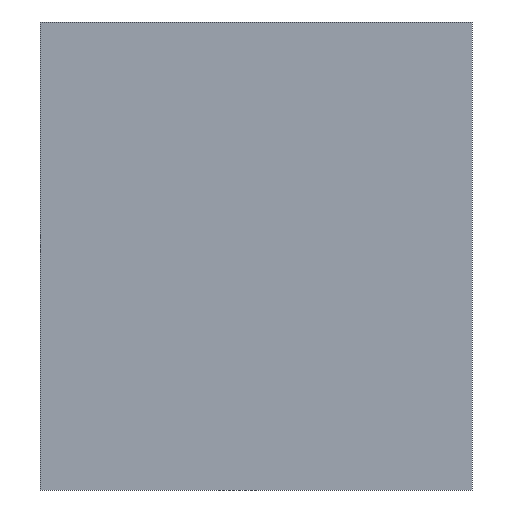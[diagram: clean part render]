
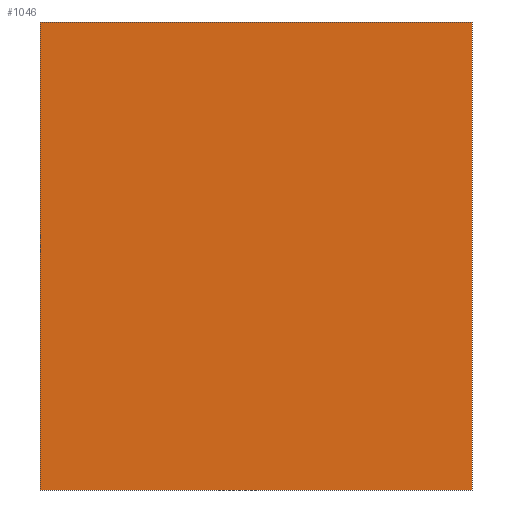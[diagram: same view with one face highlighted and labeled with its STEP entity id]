
A CAD part, front view. The second image highlights one B-rep face of the part: STEP entity #1046.
In plain terms, the highlighted planar face has unit normal (0, -1, 0).
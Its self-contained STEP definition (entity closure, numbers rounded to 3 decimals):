
#200=DIRECTION('',(0.,0.,-1.));
#201=VECTOR('',#200,130.);
#202=CARTESIAN_POINT('',(-60.,0.,100.));
#203=LINE('',#202,#201);
#208=DIRECTION('',(1.,0.,0.));
#209=VECTOR('',#208,120.);
#210=CARTESIAN_POINT('',(-60.,0.,100.));
#211=LINE('',#210,#209);
#224=DIRECTION('',(-1.,0.,0.));
#225=VECTOR('',#224,120.);
#226=CARTESIAN_POINT('',(60.,0.,-30.));
#227=LINE('',#226,#225);
#232=DIRECTION('',(0.,0.,1.));
#233=VECTOR('',#232,130.);
#234=CARTESIAN_POINT('',(60.,0.,-30.));
#235=LINE('',#234,#233);
#535=CARTESIAN_POINT('',(60.,0.,-30.));
#536=CARTESIAN_POINT('',(-60.,0.,-30.));
#537=VERTEX_POINT('',#535);
#538=VERTEX_POINT('',#536);
#543=CARTESIAN_POINT('',(-60.,0.,100.));
#544=CARTESIAN_POINT('',(60.,0.,100.));
#545=VERTEX_POINT('',#543);
#546=VERTEX_POINT('',#544);
#1033=CARTESIAN_POINT('',(0.,0.,0.));
#1034=DIRECTION('',(0.,1.,0.));
#1035=DIRECTION('',(1.,0.,0.));
#1036=AXIS2_PLACEMENT_3D('',#1033,#1034,#1035);
#1037=PLANE('',#1036);
#1038=ORIENTED_EDGE('',*,*,#1010,.F.);
#1039=ORIENTED_EDGE('',*,*,#1024,.T.);
#1041=ORIENTED_EDGE('',*,*,#1040,.F.);
#1043=ORIENTED_EDGE('',*,*,#1042,.T.);
#1044=EDGE_LOOP('',(#1038,#1039,#1041,#1043));
#1045=FACE_OUTER_BOUND('',#1044,.F.);
#1046=ADVANCED_FACE('',(#1045),#1037,.F.);
#1010=EDGE_CURVE('',#545,#538,#203,.T.);
#1024=EDGE_CURVE('',#545,#546,#211,.T.);
#1040=EDGE_CURVE('',#537,#546,#235,.T.);
#1042=EDGE_CURVE('',#537,#538,#227,.T.);
